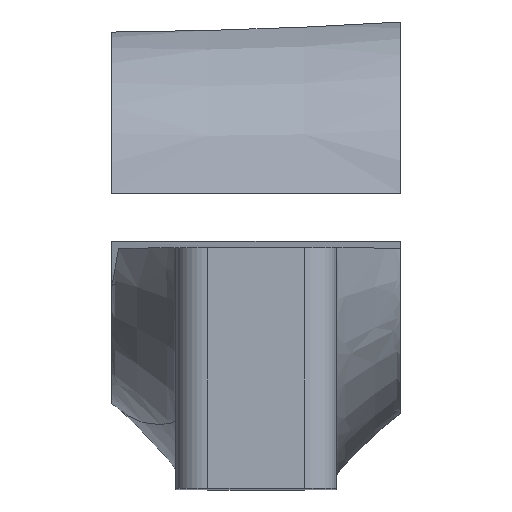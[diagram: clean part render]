
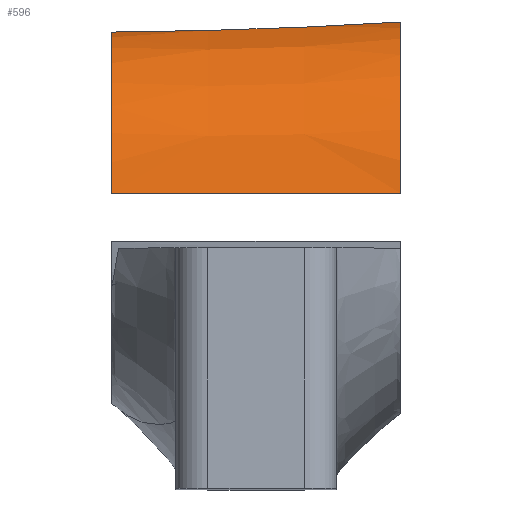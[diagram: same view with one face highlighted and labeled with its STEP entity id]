
A CAD part, top view. The second image highlights one B-rep face of the part: STEP entity #596.
In plain terms, the highlighted conical face has half-angle 2.005 degrees and reference radius 23.822 mm.
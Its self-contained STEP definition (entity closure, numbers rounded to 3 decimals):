
#20=CONICAL_SURFACE('',#663,23.822,0.035);
#30=(
BOUNDED_CURVE()
B_SPLINE_CURVE(2,(#1494,#1495,#1496),.UNSPECIFIED.,.F.,.F.)
B_SPLINE_CURVE_WITH_KNOTS((3,3),(0.661,4.262),
 .UNSPECIFIED.)
CURVE()
GEOMETRIC_REPRESENTATION_ITEM()
RATIONAL_B_SPLINE_CURVE((1.,1.001,1.))
REPRESENTATION_ITEM('')
);
#32=(
BOUNDED_CURVE()
B_SPLINE_CURVE(2,(#1511,#1512,#1513),.UNSPECIFIED.,.F.,.F.)
B_SPLINE_CURVE_WITH_KNOTS((3,3),(0.741,4.342),
 .UNSPECIFIED.)
CURVE()
GEOMETRIC_REPRESENTATION_ITEM()
RATIONAL_B_SPLINE_CURVE((1.,1.001,1.))
REPRESENTATION_ITEM('')
);
#74=CIRCLE('',#661,24.458);
#75=CIRCLE('',#664,23.198);
#185=FACE_OUTER_BOUND('',#226,.T.);
#226=EDGE_LOOP('',(#555,#556,#557,#558));
#297=VERTEX_POINT('',#1485);
#300=VERTEX_POINT('',#1492);
#303=VERTEX_POINT('',#1506);
#304=VERTEX_POINT('',#1510);
#382=EDGE_CURVE('',#297,#300,#30,.T.);
#386=EDGE_CURVE('',#303,#297,#74,.T.);
#388=EDGE_CURVE('',#304,#303,#32,.T.);
#390=EDGE_CURVE('',#300,#304,#75,.T.);
#555=ORIENTED_EDGE('',*,*,#386,.T.);
#556=ORIENTED_EDGE('',*,*,#382,.T.);
#557=ORIENTED_EDGE('',*,*,#390,.T.);
#558=ORIENTED_EDGE('',*,*,#388,.T.);
#596=ADVANCED_FACE('',(#185),#20,.T.);
#661=AXIS2_PLACEMENT_3D('',#1507,#794,#795);
#663=AXIS2_PLACEMENT_3D('',#1515,#800,#801);
#664=AXIS2_PLACEMENT_3D('',#1516,#802,#803);
#794=DIRECTION('center_axis',(-1.,0.,0.));
#795=DIRECTION('ref_axis',(0.,1.,0.));
#800=DIRECTION('center_axis',(1.,0.,0.));
#801=DIRECTION('ref_axis',(0.,1.,0.));
#802=DIRECTION('center_axis',(1.,0.,0.));
#803=DIRECTION('ref_axis',(0.,1.,0.));
#1485=CARTESIAN_POINT('',(17.989,3.,-24.273));
#1492=CARTESIAN_POINT('',(-18.011,3.,-23.003));
#1494=CARTESIAN_POINT('Ctrl Pts',(17.989,3.,-24.273));
#1495=CARTESIAN_POINT('Ctrl Pts',(-0.495,3.,-23.622));
#1496=CARTESIAN_POINT('Ctrl Pts',(-18.011,3.,-23.003));
#1506=CARTESIAN_POINT('',(17.989,3.,24.273));
#1507=CARTESIAN_POINT('Origin',(17.989,0.,0.));
#1510=CARTESIAN_POINT('',(-18.011,3.,23.003));
#1511=CARTESIAN_POINT('Ctrl Pts',(-18.011,3.,23.003));
#1512=CARTESIAN_POINT('Ctrl Pts',(-0.495,3.,23.622));
#1513=CARTESIAN_POINT('Ctrl Pts',(17.989,3.,24.273));
#1515=CARTESIAN_POINT('Origin',(-0.186,0.,0.));
#1516=CARTESIAN_POINT('Origin',(-18.011,0.,0.));
